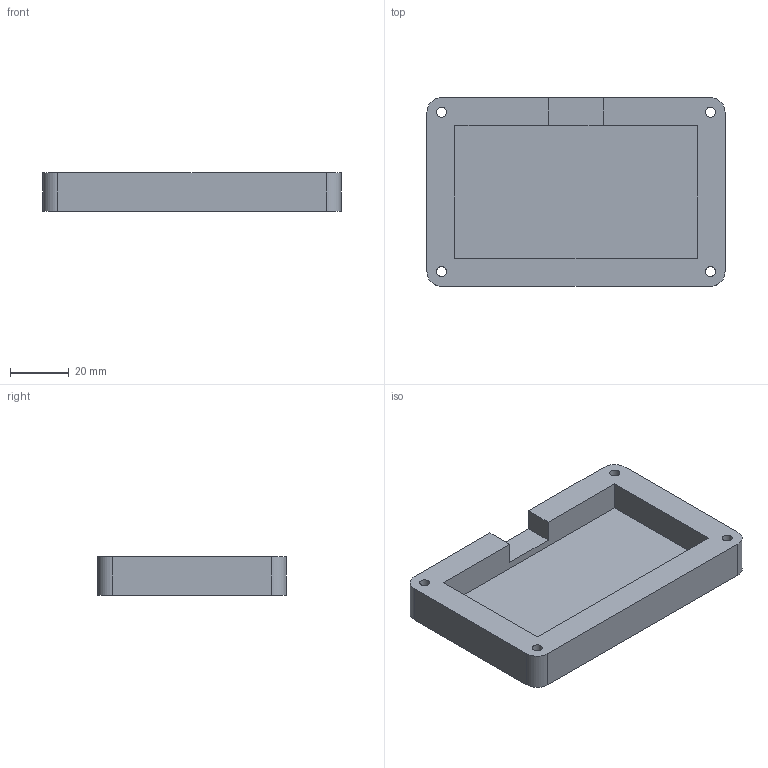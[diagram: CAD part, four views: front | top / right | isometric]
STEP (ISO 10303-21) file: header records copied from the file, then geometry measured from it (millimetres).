
FILE_DESCRIPTION(/* description */ (''),/* implementation_level */ '2;1');
FILE_NAME(/* name */ 'Hackpad Case Bottom.step',/* time_stamp */ '2025-12-07T10:43:19+01:00',/* author */ (''),/* organization */ (''),/* preprocessor_version */ 'ST-DEVELOPER v20.1',/* originating_system */ 'Autodesk Translation Framework v14.21.0.0',/* authorisation */ '');
FILE_SCHEMA (('AUTOMOTIVE_DESIGN { 1 0 10303 214 3 1 1 }'));
Length unit declared in the file: millimetre
Products named in the file (2): 2025-12-06-11-33-57-055; 2025-12-06-11-35-47-199
Assembly tree (1 placements, depth 2):
  2025-12-06-11-33-57-055
    2025-12-06-11-35-47-199
Bounding box: 101.4 x 64.22 x 13 mm (x, y, z)
Volume: 45067.4 mm3; surface area: 20261.1 mm2
Topology: 1 solids, 1 shells, 524 faces, 1443 edges, 962 vertices
Faces by surface type: bspline 299, plane 213, cylinder 12
Full cylindrical faces by diameter (mm): 3.4 x4, 6 x4
Entity records: 19390 total; most frequent: CARTESIAN_POINT 8015, ORIENTED_EDGE 2886, EDGE_CURVE 1443, DIRECTION 1325, VERTEX_POINT 962, LINE 821, VECTOR 821, B_SPLINE_CURVE_WITH_KNOTS 598
